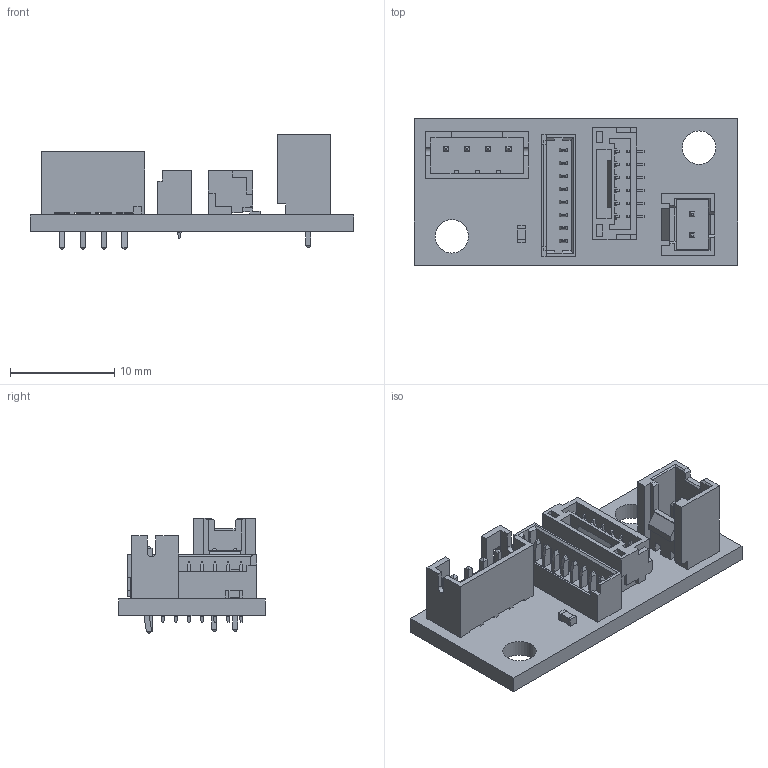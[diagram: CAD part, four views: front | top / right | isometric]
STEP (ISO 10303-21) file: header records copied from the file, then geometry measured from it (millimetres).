
FILE_DESCRIPTION(('KiCad electronic assembly'),'2;1');
FILE_NAME('HLS_adapter.step','2024-03-06T20:03:57',('Pcbnew'),('Kicad'), 'Open CASCADE STEP processor 7.7','KiCad to STEP converter','Unknown' );
FILE_SCHEMA(('AUTOMOTIVE_DESIGN { 1 0 10303 214 1 1 1 1 }'));
Length unit declared in the file: millimetre
Products named in the file (12): HLS_adapter 1; C_0603_1608Metric; SOLID; JST_PH_B4B-PH-K_1x04_P2.00mm_Vertical; JST_GH_BM06B-GHS-TBT_1x06-1MP_P1.25mm_Vertical; Molex_PicoBlade_53047_0810; smw200-02-socket-th-vertical; hls_adapter PCB
Assembly tree (11 placements, depth 3):
  HLS_adapter 1
    C_0603_1608Metric
      SOLID
    JST_PH_B4B-PH-K_1x04_P2.00mm_Vertical
      SOLID
    JST_GH_BM06B-GHS-TBT_1x06-1MP_P1.25mm_Vertical
      SOLID
    Molex_PicoBlade_53047_0810
      SOLID
    smw200-02-socket-th-vertical
      SOLID
    hls_adapter PCB
Bounding box: 31 x 14 x 11.1 mm (x, y, z)
Volume: 1090.6 mm3; surface area: 2452.6 mm2
Topology: 6 solids, 6 shells, 737 faces, 1961 edges, 1276 vertices
Faces by surface type: plane 703, cylinder 34
Full cylindrical faces by diameter (mm): 0.5 x8, 0.75 x4, 0.8 x2, 3.2 x2
Entity records: 51688 total; most frequent: CARTESIAN_POINT 8298, DIRECTION 7396, LINE 5743, VECTOR 5743, ORIENTED_EDGE 3922, PCURVE 3922, DEFINITIONAL_REPRESENTATION 3922, EDGE_CURVE 1961
